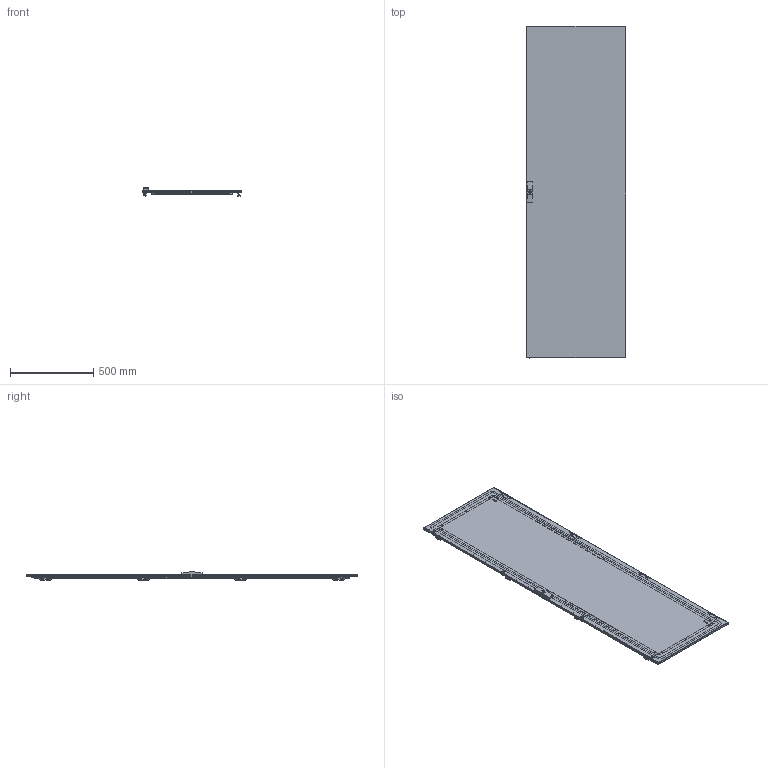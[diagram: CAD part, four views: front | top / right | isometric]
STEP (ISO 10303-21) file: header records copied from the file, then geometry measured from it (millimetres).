
FILE_DESCRIPTION (( 'STEP AP203' ), '1' );
FILE_NAME ('YKM40D-FO-DM-200-060 ÀÃÈÅ 275.05.000 Äâåðü ìåòàëëè÷åñêàÿ 2000õ600 FORMAT IEK.STEP', '2020-12-15T13:14:17', ( '' ), ( '' ), 'SwSTEP 2.0', 'SolidWorks 2017', '' );
FILE_SCHEMA (( 'CONFIG_CONTROL_DESIGN' ));
Length unit declared in the file: millimetre
Products named in the file (1): YKM40D-FO-DM-200-060  ÀÃÈÅ 275.05.000 Äâåðü ìåòàëëè÷åñêàÿ 2000õ600 FORMAT IEK
Bounding box: 595 x 1992.6 x 50.07 mm (x, y, z)
Volume: 3613098.6 mm3; surface area: 3526929.6 mm2
Topology: 100 solids, 100 shells, 4151 faces, 10794 edges, 6993 vertices
Faces by surface type: plane 2440, cylinder 1229, cone 330, torus 108, bspline 44
Full cylindrical faces by diameter (mm): 2.5 x1, 4 x8, 5.4 x168, 6 x12, 6.9 x4, 7 x4, 7.5 x12, 8 x2, 9 x24, 9.5 x2, 10 x4, 14.2 x4
Entity records: 127697 total; most frequent: CARTESIAN_POINT 26042, DIRECTION 20958, ORIENTED_EDGE 20588, EDGE_CURVE 10294, AXIS2_PLACEMENT_3D 6992, VECTOR 6974, LINE 6974, VERTEX_POINT 6792
